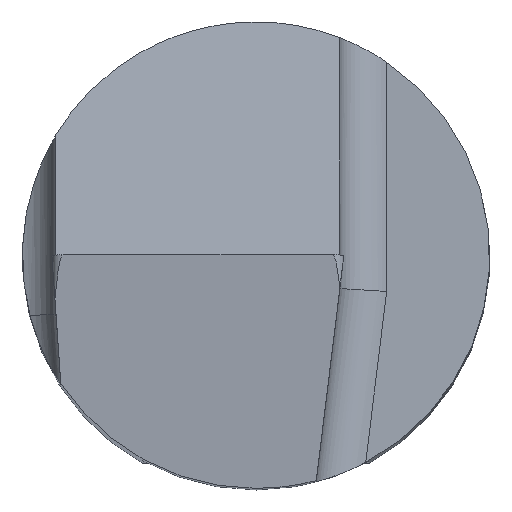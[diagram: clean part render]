
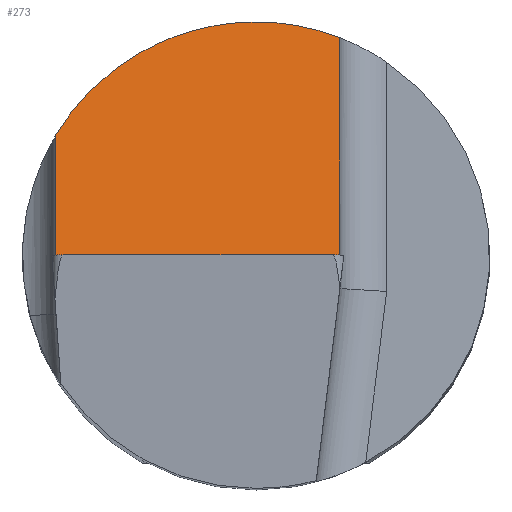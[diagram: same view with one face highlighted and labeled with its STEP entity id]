
A CAD part, top view. The second image highlights one B-rep face of the part: STEP entity #273.
In plain terms, the highlighted planar face has unit normal (0, 0.888, 0.46).
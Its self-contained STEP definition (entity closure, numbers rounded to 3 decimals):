
#187=EDGE_CURVE('NONE',#189,#413,#491,.T.);
#189=VERTEX_POINT('NONE',#493);
#239=VERTEX_POINT('NONE',#547);
#259=EDGE_CURVE('NONE',#393,#321,#568,.T.);
#273=ADVANCED_FACE('NONE',(#582),#583,.F.);
#289=EDGE_CURVE('NONE',#393,#239,#603,.T.);
#321=VERTEX_POINT('NONE',#638);
#369=EDGE_CURVE('NONE',#239,#189,#688,.T.);
#393=VERTEX_POINT('NONE',#715);
#413=VERTEX_POINT('NONE',#737);
#449=EDGE_CURVE('NONE',#321,#413,#777,.T.);
#491=LINE('',#820,#821);
#493=CARTESIAN_POINT('',(-3.426,-0.146,38.0));
#547=CARTESIAN_POINT('',(1.435,-0.146,38.0));
#568=(B_SPLINE_CURVE(3,(#980,#981,#982,#983),.UNSPECIFIED.,.F.,.F.)B_SPLINE_CURVE_WITH_KNOTS((4,4),(5.916,6.283),.UNSPECIFIED.)RATIONAL_B_SPLINE_CURVE((1.0,0.989,0.989,1.0))BOUNDED_CURVE()REPRESENTATION_ITEM('')GEOMETRIC_REPRESENTATION_ITEM()CURVE());
#582=FACE_OUTER_BOUND('',#1018,.T.);
#583=PLANE('',#1019);
#603=LINE('',#1042,#1043);
#638=CARTESIAN_POINT('',(0.,4.0,30.0));
#688=LINE('',#1183,#1184);
#715=CARTESIAN_POINT('',(1.435,3.734,30.514));
#737=CARTESIAN_POINT('',(-3.426,2.064,33.735));
#777=(B_SPLINE_CURVE(3,(#1367,#1368,#1369,#1370),.UNSPECIFIED.,.F.,.F.)B_SPLINE_CURVE_WITH_KNOTS((4,4),(0.0,1.029),.UNSPECIFIED.)RATIONAL_B_SPLINE_CURVE((1.0,0.914,0.914,1.0))BOUNDED_CURVE()REPRESENTATION_ITEM('')GEOMETRIC_REPRESENTATION_ITEM()CURVE());
#820=CARTESIAN_POINT('',(-3.426,-3.699,44.857));
#821=VECTOR('',#1415,1000.0);
#980=CARTESIAN_POINT('',(1.435,3.734,30.514));
#981=CARTESIAN_POINT('',(0.976,3.91,30.173));
#982=CARTESIAN_POINT('',(0.492,4.0,30.0));
#983=CARTESIAN_POINT('',(0.,4.0,30.0));
#1018=EDGE_LOOP('',(#1487,#1488,#1489,#1490,#1491));
#1019=AXIS2_PLACEMENT_3D('',#1492,#1493,#1494);
#1042=CARTESIAN_POINT('',(1.435,-3.699,44.857));
#1043=VECTOR('',#1538,1000.0);
#1183=CARTESIAN_POINT('',(15.0,-0.146,38.0));
#1184=VECTOR('',#1595,1000.0);
#1367=CARTESIAN_POINT('',(0.,4.0,30.0));
#1368=CARTESIAN_POINT('',(-1.435,4.0,30.0));
#1369=CARTESIAN_POINT('',(-2.685,3.294,31.362));
#1370=CARTESIAN_POINT('',(-3.426,2.064,33.735));
#1415=DIRECTION('',(0.0,0.46,-0.888));
#1487=ORIENTED_EDGE('',*,*,#289,.F.);
#1488=ORIENTED_EDGE('',*,*,#259,.T.);
#1489=ORIENTED_EDGE('',*,*,#449,.T.);
#1490=ORIENTED_EDGE('',*,*,#187,.F.);
#1491=ORIENTED_EDGE('',*,*,#369,.F.);
#1492=CARTESIAN_POINT('',(15.0,15.409,7.986));
#1493=DIRECTION('',(0.0,-0.888,-0.46));
#1494=DIRECTION('',(1.0,0.0,0.0));
#1538=DIRECTION('',(-0.0,-0.46,0.888));
#1595=DIRECTION('',(-1.0,0.0,0.0));
